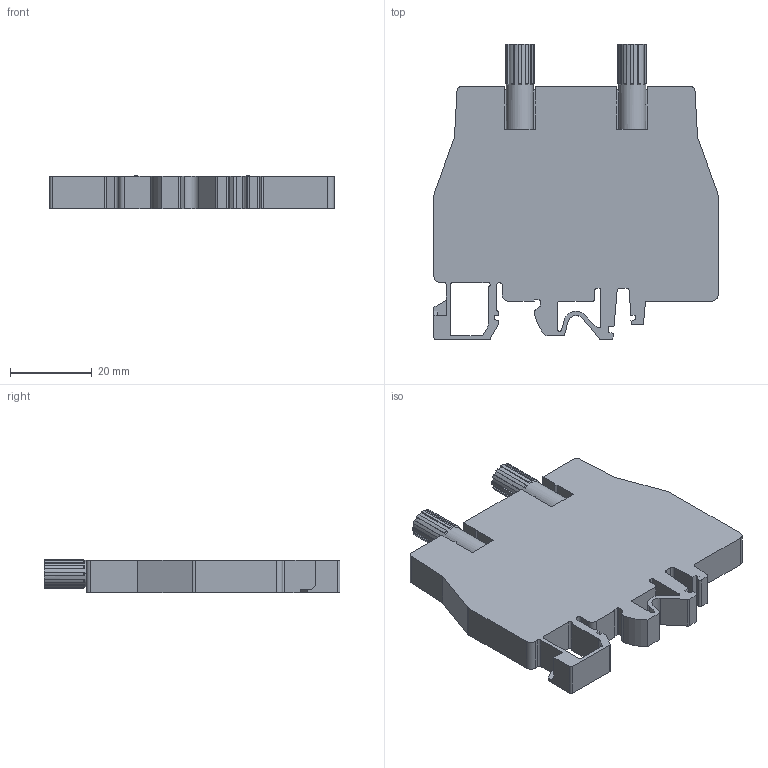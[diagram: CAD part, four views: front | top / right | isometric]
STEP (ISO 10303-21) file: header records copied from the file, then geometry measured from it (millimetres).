
FILE_DESCRIPTION(('Creo Elements/Direct Modeling STEP Export'),'2;1');
FILE_NAME('SCB.6-DD.stp','2012-02-13T14:19:54',(''),(''),'Creo Elements/Direct Modeling STEP processor for AP214 (Solid Model)','Creo Elements/Direct Modeling 17.0C 05-Feb-2011 (C) Parametric Technology GmbH','');
FILE_SCHEMA(('AUTOMOTIVE_DESIGN { 1 0 10303 214 1 1 1 1 }'));
Length unit declared in the file: millimetre
Products named in the file (1): SCB.6-DD
Bounding box: 69.5 x 72.4 x 8.2 mm (x, y, z)
Volume: 27889.9 mm3; surface area: 12744.6 mm2
Topology: 1 solids, 1 shells, 443 faces, 1516 edges, 1006 vertices
Faces by surface type: plane 326, cylinder 81, cone 36
Entity records: 18412 total; most frequent: CARTESIAN_POINT 5063, ORIENTED_EDGE 3024, DIRECTION 2061, EDGE_CURVE 1512, VERTEX_POINT 1006, VECTOR 937, LINE 937, AXIS2_PLACEMENT_3D 562
